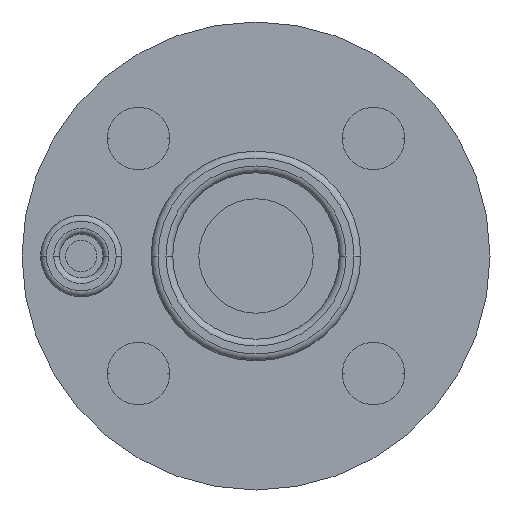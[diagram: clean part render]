
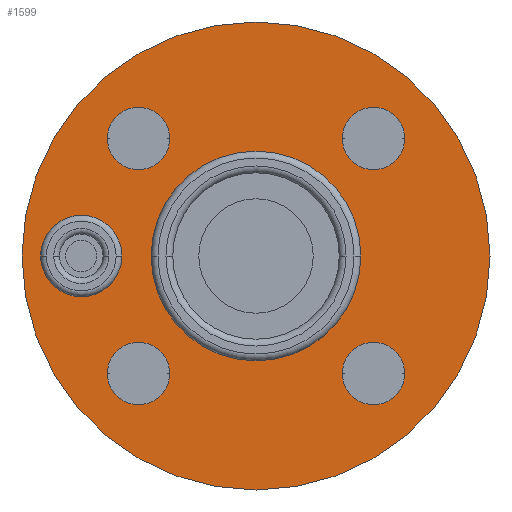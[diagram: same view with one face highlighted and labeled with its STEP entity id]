
A CAD part, front view. The second image highlights one B-rep face of the part: STEP entity #1599.
In plain terms, the highlighted planar face has unit normal (0, -1, 0).
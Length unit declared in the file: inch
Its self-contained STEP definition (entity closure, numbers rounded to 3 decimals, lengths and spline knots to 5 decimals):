
#226=CARTESIAN_POINT('',(0.44488,0.,0.44488));
#227=DIRECTION('',(0.,-1.,0.));
#228=DIRECTION('',(-1.,0.,0.));
#229=AXIS2_PLACEMENT_3D('',#226,#227,#228);
#234=CARTESIAN_POINT('',(0.44488,0.,0.44488));
#235=DIRECTION('',(0.,-1.,0.));
#236=DIRECTION('',(1.,0.,0.));
#237=AXIS2_PLACEMENT_3D('',#234,#235,#236);
#242=CARTESIAN_POINT('',(-0.44488,0.,0.44488));
#243=DIRECTION('',(0.,-1.,0.));
#244=DIRECTION('',(-1.,0.,0.));
#245=AXIS2_PLACEMENT_3D('',#242,#243,#244);
#250=CARTESIAN_POINT('',(-0.44488,0.,0.44488));
#251=DIRECTION('',(0.,-1.,0.));
#252=DIRECTION('',(1.,0.,0.));
#253=AXIS2_PLACEMENT_3D('',#250,#251,#252);
#258=CARTESIAN_POINT('',(0.44488,0.,-0.44488));
#259=DIRECTION('',(0.,-1.,0.));
#260=DIRECTION('',(-1.,0.,0.));
#261=AXIS2_PLACEMENT_3D('',#258,#259,#260);
#266=CARTESIAN_POINT('',(0.44488,0.,-0.44488));
#267=DIRECTION('',(0.,-1.,0.));
#268=DIRECTION('',(1.,0.,0.));
#269=AXIS2_PLACEMENT_3D('',#266,#267,#268);
#274=CARTESIAN_POINT('',(-0.44488,0.,-0.44488));
#275=DIRECTION('',(0.,-1.,0.));
#276=DIRECTION('',(-1.,0.,0.));
#277=AXIS2_PLACEMENT_3D('',#274,#275,#276);
#282=CARTESIAN_POINT('',(-0.44488,0.,-0.44488));
#283=DIRECTION('',(0.,-1.,0.));
#284=DIRECTION('',(1.,0.,0.));
#285=AXIS2_PLACEMENT_3D('',#282,#283,#284);
#306=CARTESIAN_POINT('',(-0.66142,0.,0.));
#307=DIRECTION('',(0.,1.,0.));
#308=DIRECTION('',(1.,0.,0.));
#309=AXIS2_PLACEMENT_3D('',#306,#307,#308);
#314=CARTESIAN_POINT('',(-0.66142,0.,0.));
#315=DIRECTION('',(0.,1.,0.));
#316=DIRECTION('',(-1.,0.,0.));
#317=AXIS2_PLACEMENT_3D('',#314,#315,#316);
#322=CARTESIAN_POINT('',(0.,0.,0.));
#323=DIRECTION('',(0.,1.,0.));
#324=DIRECTION('',(-1.,0.,0.));
#325=AXIS2_PLACEMENT_3D('',#322,#323,#324);
#330=CARTESIAN_POINT('',(0.,0.,0.));
#331=DIRECTION('',(0.,1.,0.));
#332=DIRECTION('',(1.,0.,0.));
#333=AXIS2_PLACEMENT_3D('',#330,#331,#332);
#354=CARTESIAN_POINT('',(0.,0.,0.));
#355=DIRECTION('',(0.,1.,0.));
#356=DIRECTION('',(1.,0.,0.));
#357=AXIS2_PLACEMENT_3D('',#354,#355,#356);
#369=CARTESIAN_POINT('',(0.,0.,0.));
#370=DIRECTION('',(0.,-1.,0.));
#371=DIRECTION('',(1.,0.,0.));
#372=AXIS2_PLACEMENT_3D('',#369,#370,#371);
#1316=CARTESIAN_POINT('',(0.88583,0.,0.));
#1318=VERTEX_POINT('',#1316);
#1342=CARTESIAN_POINT('',(-0.88583,0.,0.));
#1344=VERTEX_POINT('',#1342);
#1382=CARTESIAN_POINT('',(0.32677,0.,0.44488));
#1383=CARTESIAN_POINT('',(0.56299,0.,0.44488));
#1384=VERTEX_POINT('',#1382);
#1385=VERTEX_POINT('',#1383);
#1396=CARTESIAN_POINT('',(-0.56299,0.,0.44488));
#1397=VERTEX_POINT('',#1396);
#1398=CARTESIAN_POINT('',(-0.32677,0.,0.44488));
#1399=VERTEX_POINT('',#1398);
#1410=CARTESIAN_POINT('',(0.32677,0.,-0.44488));
#1411=VERTEX_POINT('',#1410);
#1412=CARTESIAN_POINT('',(0.56299,0.,-0.44488));
#1413=VERTEX_POINT('',#1412);
#1424=CARTESIAN_POINT('',(-0.56299,0.,-0.44488));
#1425=VERTEX_POINT('',#1424);
#1426=CARTESIAN_POINT('',(-0.32677,0.,-0.44488));
#1427=VERTEX_POINT('',#1426);
#1440=CARTESIAN_POINT('',(-0.52953,0.,0.));
#1441=CARTESIAN_POINT('',(-0.79331,0.,0.));
#1442=VERTEX_POINT('',#1440);
#1443=VERTEX_POINT('',#1441);
#1460=CARTESIAN_POINT('',(-0.37096,0.,0.));
#1461=CARTESIAN_POINT('',(0.37096,0.,0.));
#1462=VERTEX_POINT('',#1460);
#1463=VERTEX_POINT('',#1461);
#1552=CARTESIAN_POINT('',(0.,0.,0.));
#1553=DIRECTION('',(0.,1.,0.));
#1554=DIRECTION('',(1.,0.,0.));
#1555=AXIS2_PLACEMENT_3D('',#1552,#1553,#1554);
#1556=PLANE('',#1555);
#1558=ORIENTED_EDGE('',*,*,#1557,.T.);
#1560=ORIENTED_EDGE('',*,*,#1559,.F.);
#1561=EDGE_LOOP('',(#1558,#1560));
#1562=FACE_OUTER_BOUND('',#1561,.F.);
#1564=ORIENTED_EDGE('',*,*,#1563,.T.);
#1566=ORIENTED_EDGE('',*,*,#1565,.T.);
#1567=EDGE_LOOP('',(#1564,#1566));
#1568=FACE_BOUND('',#1567,.F.);
#1570=ORIENTED_EDGE('',*,*,#1569,.T.);
#1572=ORIENTED_EDGE('',*,*,#1571,.T.);
#1573=EDGE_LOOP('',(#1570,#1572));
#1574=FACE_BOUND('',#1573,.F.);
#1576=ORIENTED_EDGE('',*,*,#1575,.T.);
#1578=ORIENTED_EDGE('',*,*,#1577,.T.);
#1579=EDGE_LOOP('',(#1576,#1578));
#1580=FACE_BOUND('',#1579,.F.);
#1582=ORIENTED_EDGE('',*,*,#1581,.T.);
#1584=ORIENTED_EDGE('',*,*,#1583,.T.);
#1585=EDGE_LOOP('',(#1582,#1584));
#1586=FACE_BOUND('',#1585,.F.);
#1588=ORIENTED_EDGE('',*,*,#1587,.F.);
#1590=ORIENTED_EDGE('',*,*,#1589,.F.);
#1591=EDGE_LOOP('',(#1588,#1590));
#1592=FACE_BOUND('',#1591,.F.);
#1594=ORIENTED_EDGE('',*,*,#1593,.F.);
#1596=ORIENTED_EDGE('',*,*,#1595,.F.);
#1597=EDGE_LOOP('',(#1594,#1596));
#1598=FACE_BOUND('',#1597,.F.);
#230=CIRCLE('',#229,0.11811);
#238=CIRCLE('',#237,0.11811);
#246=CIRCLE('',#245,0.11811);
#254=CIRCLE('',#253,0.11811);
#262=CIRCLE('',#261,0.11811);
#270=CIRCLE('',#269,0.11811);
#278=CIRCLE('',#277,0.11811);
#286=CIRCLE('',#285,0.11811);
#310=CIRCLE('',#309,0.13189);
#318=CIRCLE('',#317,0.13189);
#326=CIRCLE('',#325,0.37096);
#334=CIRCLE('',#333,0.37096);
#358=CIRCLE('',#357,0.88583);
#373=CIRCLE('',#372,0.88583);
#1557=EDGE_CURVE('',#1318,#1344,#358,.T.);
#1559=EDGE_CURVE('',#1318,#1344,#373,.T.);
#1563=EDGE_CURVE('',#1384,#1385,#230,.T.);
#1565=EDGE_CURVE('',#1385,#1384,#238,.T.);
#1569=EDGE_CURVE('',#1397,#1399,#246,.T.);
#1571=EDGE_CURVE('',#1399,#1397,#254,.T.);
#1575=EDGE_CURVE('',#1411,#1413,#262,.T.);
#1577=EDGE_CURVE('',#1413,#1411,#270,.T.);
#1581=EDGE_CURVE('',#1425,#1427,#278,.T.);
#1583=EDGE_CURVE('',#1427,#1425,#286,.T.);
#1587=EDGE_CURVE('',#1442,#1443,#310,.T.);
#1589=EDGE_CURVE('',#1443,#1442,#318,.T.);
#1593=EDGE_CURVE('',#1462,#1463,#326,.T.);
#1595=EDGE_CURVE('',#1463,#1462,#334,.T.);
#1599=ADVANCED_FACE('',(#1562,#1568,#1574,#1580,#1586,#1592,#1598),#1556,.F.);
